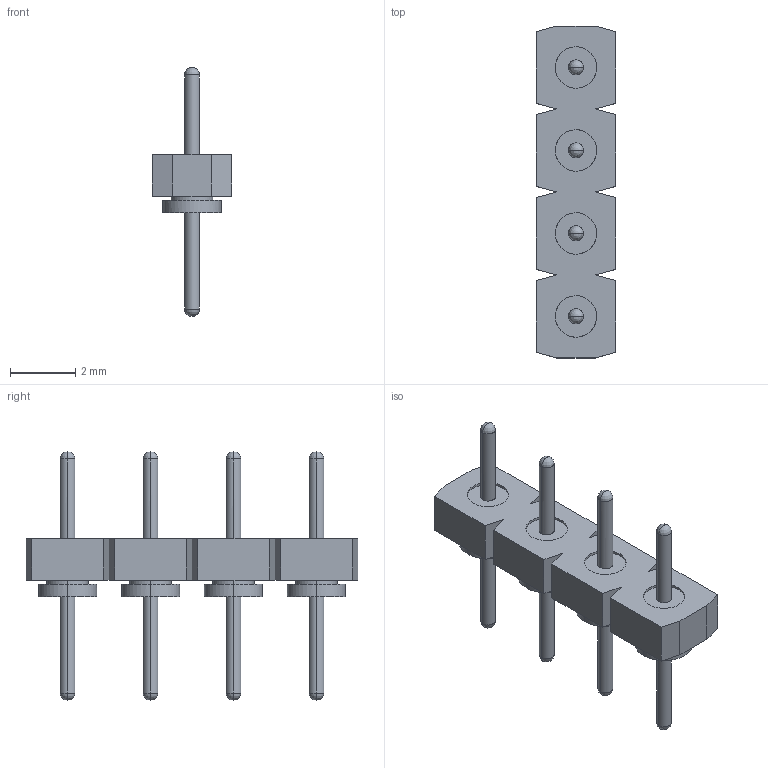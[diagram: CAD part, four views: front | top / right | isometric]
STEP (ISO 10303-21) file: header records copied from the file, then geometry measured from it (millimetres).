
FILE_DESCRIPTION(/* description */ (''),/* implementation_level */ '2;1');
FILE_NAME(/* name */ 'BBL-10~1',/* time_stamp */ '2020-01-15T12:23:25+01:00',/* author */ (''),/* organization */ (''),/* preprocessor_version */ 'ST-DEVELOPER v15',/* originating_system */ '',/* authorisation */ '');
FILE_SCHEMA (('AUTOMOTIVE_DESIGN'));
Length unit declared in the file: millimetre
Products named in the file (1): Document
Bounding box: 2.44 x 10.16 x 7.62 mm (x, y, z)
Volume: 38.2 mm3; surface area: 178.9 mm2
Topology: 5 solids, 5 shells, 96 faces, 246 edges, 156 vertices
Faces by surface type: bspline 56, plane 40
Entity records: 3188 total; most frequent: CARTESIAN_POINT 1698, ORIENTED_EDGE 460, EDGE_CURVE 230, VERTEX_POINT 156, B_SPLINE_CURVE_WITH_KNOTS 118, EDGE_LOOP 116, ADVANCED_FACE 96, FACE_OUTER_BOUND 96
